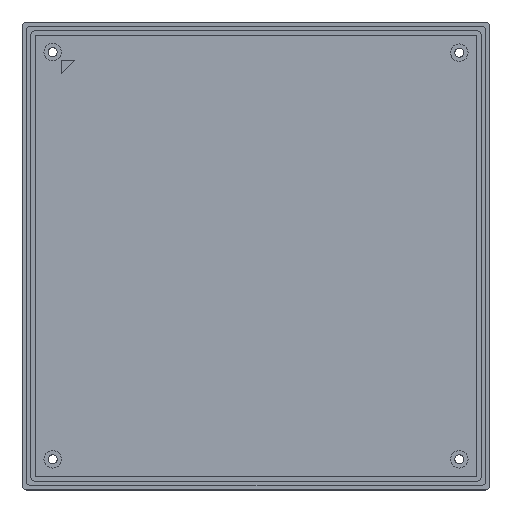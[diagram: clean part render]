
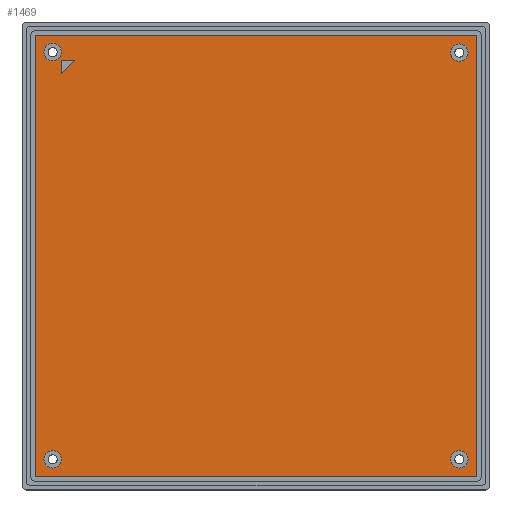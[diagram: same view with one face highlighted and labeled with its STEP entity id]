
A CAD part, top view. The second image highlights one B-rep face of the part: STEP entity #1469.
In plain terms, the highlighted planar face has unit normal (0, 0, 1).
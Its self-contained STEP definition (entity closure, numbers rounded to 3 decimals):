
#59=FACE_BOUND('',#281,.T.);
#60=FACE_BOUND('',#282,.T.);
#61=FACE_BOUND('',#283,.T.);
#62=FACE_BOUND('',#284,.T.);
#63=FACE_BOUND('',#285,.T.);
#105=CIRCLE('',#1606,2.);
#106=CIRCLE('',#1609,2.);
#107=CIRCLE('',#1610,2.);
#108=CIRCLE('',#1611,2.);
#183=FACE_OUTER_BOUND('',#280,.T.);
#280=EDGE_LOOP('',(#1275,#1276,#1277,#1278));
#281=EDGE_LOOP('',(#1279,#1280,#1281));
#282=EDGE_LOOP('',(#1282));
#283=EDGE_LOOP('',(#1283));
#284=EDGE_LOOP('',(#1284));
#285=EDGE_LOOP('',(#1285));
#305=LINE('',#2065,#458);
#309=LINE('',#2073,#462);
#312=LINE('',#2078,#465);
#443=LINE('',#2427,#596);
#444=LINE('',#2429,#597);
#445=LINE('',#2431,#598);
#446=LINE('',#2432,#599);
#458=VECTOR('',#1641,10.);
#462=VECTOR('',#1647,10.);
#465=VECTOR('',#1652,10.);
#596=VECTOR('',#1993,10.);
#597=VECTOR('',#1994,10.);
#598=VECTOR('',#1995,10.);
#599=VECTOR('',#1996,10.);
#611=VERTEX_POINT('',#2063);
#612=VERTEX_POINT('',#2064);
#615=VERTEX_POINT('',#2072);
#727=VERTEX_POINT('',#2420);
#728=VERTEX_POINT('',#2425);
#729=VERTEX_POINT('',#2426);
#730=VERTEX_POINT('',#2428);
#731=VERTEX_POINT('',#2430);
#732=VERTEX_POINT('',#2433);
#733=VERTEX_POINT('',#2435);
#734=VERTEX_POINT('',#2437);
#741=EDGE_CURVE('',#611,#612,#305,.T.);
#745=EDGE_CURVE('',#615,#611,#309,.T.);
#748=EDGE_CURVE('',#612,#615,#312,.T.);
#917=EDGE_CURVE('',#727,#727,#105,.T.);
#918=EDGE_CURVE('',#728,#729,#443,.T.);
#919=EDGE_CURVE('',#730,#729,#444,.T.);
#920=EDGE_CURVE('',#730,#731,#445,.T.);
#921=EDGE_CURVE('',#731,#728,#446,.T.);
#922=EDGE_CURVE('',#732,#732,#106,.T.);
#923=EDGE_CURVE('',#733,#733,#107,.T.);
#924=EDGE_CURVE('',#734,#734,#108,.T.);
#1275=ORIENTED_EDGE('',*,*,#918,.T.);
#1276=ORIENTED_EDGE('',*,*,#919,.F.);
#1277=ORIENTED_EDGE('',*,*,#920,.T.);
#1278=ORIENTED_EDGE('',*,*,#921,.T.);
#1279=ORIENTED_EDGE('',*,*,#741,.T.);
#1280=ORIENTED_EDGE('',*,*,#748,.T.);
#1281=ORIENTED_EDGE('',*,*,#745,.T.);
#1282=ORIENTED_EDGE('',*,*,#922,.T.);
#1283=ORIENTED_EDGE('',*,*,#923,.T.);
#1284=ORIENTED_EDGE('',*,*,#924,.T.);
#1285=ORIENTED_EDGE('',*,*,#917,.T.);
#1391=PLANE('',#1608);
#1469=ADVANCED_FACE('',(#183,#59,#60,#61,#62,#63),#1391,.T.);
#1606=AXIS2_PLACEMENT_3D('',#2422,#1987,#1988);
#1608=AXIS2_PLACEMENT_3D('',#2424,#1991,#1992);
#1609=AXIS2_PLACEMENT_3D('',#2434,#1997,#1998);
#1610=AXIS2_PLACEMENT_3D('',#2436,#1999,#2000);
#1611=AXIS2_PLACEMENT_3D('',#2438,#2001,#2002);
#1641=DIRECTION('',(-0.707,-0.707,0.));
#1647=DIRECTION('',(1.,0.,0.));
#1652=DIRECTION('',(0.,1.,0.));
#1987=DIRECTION('center_axis',(0.,0.,-1.));
#1988=DIRECTION('ref_axis',(-1.,0.,0.));
#1991=DIRECTION('center_axis',(0.,0.,1.));
#1992=DIRECTION('ref_axis',(1.,0.,0.));
#1993=DIRECTION('',(-1.,0.,0.));
#1994=DIRECTION('',(0.,1.,0.));
#1995=DIRECTION('',(1.,0.,0.));
#1996=DIRECTION('',(0.,1.,0.));
#1997=DIRECTION('center_axis',(0.,0.,-1.));
#1998=DIRECTION('ref_axis',(-1.,0.,0.));
#1999=DIRECTION('center_axis',(0.,0.,-1.));
#2000=DIRECTION('ref_axis',(-1.,0.,0.));
#2001=DIRECTION('center_axis',(0.,0.,-1.));
#2002=DIRECTION('ref_axis',(-1.,0.,0.));
#2063=CARTESIAN_POINT('',(8.495,94.62,-5.));
#2064=CARTESIAN_POINT('',(5.495,91.62,-5.));
#2065=CARTESIAN_POINT('',(-17.409,68.716,-5.));
#2072=CARTESIAN_POINT('',(5.495,94.62,-5.));
#2073=CARTESIAN_POINT('',(2.498,94.62,-5.));
#2078=CARTESIAN_POINT('',(5.495,45.81,-5.));
#2420=CARTESIAN_POINT('',(98.5,3.5,-5.));
#2422=CARTESIAN_POINT('Origin',(96.5,3.5,-5.));
#2424=CARTESIAN_POINT('Origin',(-0.5,0.,-5.));
#2425=CARTESIAN_POINT('',(100.5,100.5,-5.));
#2426=CARTESIAN_POINT('',(-0.5,100.5,-5.));
#2427=CARTESIAN_POINT('',(-0.5,100.5,-5.));
#2428=CARTESIAN_POINT('',(-0.5,-0.5,-5.));
#2429=CARTESIAN_POINT('',(-0.5,0.,-5.));
#2430=CARTESIAN_POINT('',(100.5,-0.5,-5.));
#2431=CARTESIAN_POINT('',(50.,-0.5,-5.));
#2432=CARTESIAN_POINT('',(100.5,0.,-5.));
#2433=CARTESIAN_POINT('',(5.5,3.5,-5.));
#2434=CARTESIAN_POINT('Origin',(3.5,3.5,-5.));
#2435=CARTESIAN_POINT('',(5.495,96.62,-5.));
#2436=CARTESIAN_POINT('Origin',(3.495,96.62,-5.));
#2437=CARTESIAN_POINT('',(98.5,96.5,-5.));
#2438=CARTESIAN_POINT('Origin',(96.5,96.5,-5.));
